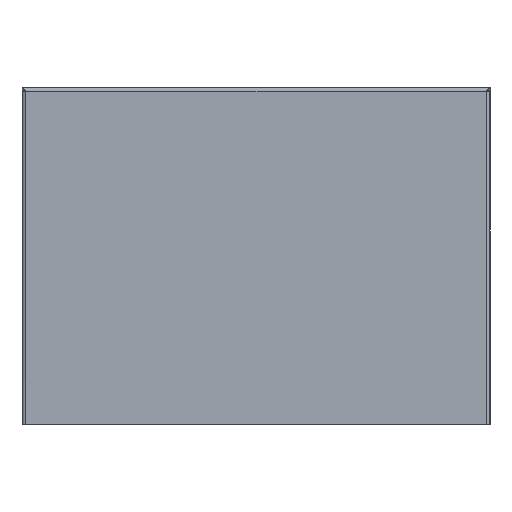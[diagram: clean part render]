
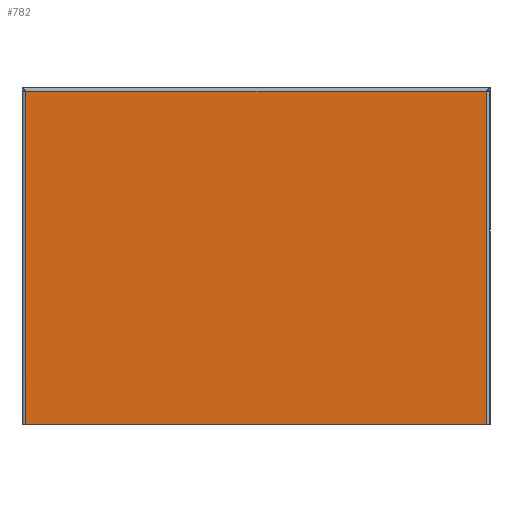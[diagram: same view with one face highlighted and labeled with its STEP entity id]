
A CAD part, left-side view. The second image highlights one B-rep face of the part: STEP entity #782.
In plain terms, the highlighted planar face has unit normal (-1, 0, 0).
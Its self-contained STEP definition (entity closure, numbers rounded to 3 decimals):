
#80=FACE_OUTER_BOUND('',#122,.T.);
#122=EDGE_LOOP('',(#599,#600,#601,#602));
#172=LINE('',#1202,#258);
#192=LINE('',#1258,#278);
#193=LINE('',#1261,#279);
#194=LINE('',#1262,#280);
#258=VECTOR('',#964,10.);
#278=VECTOR('',#1020,10.);
#279=VECTOR('',#1023,10.);
#280=VECTOR('',#1024,10.);
#342=VERTEX_POINT('',#1199);
#343=VERTEX_POINT('',#1201);
#361=VERTEX_POINT('',#1256);
#362=VERTEX_POINT('',#1260);
#424=EDGE_CURVE('',#343,#342,#172,.T.);
#453=EDGE_CURVE('',#361,#342,#192,.T.);
#454=EDGE_CURVE('',#361,#362,#193,.T.);
#455=EDGE_CURVE('',#362,#343,#194,.T.);
#599=ORIENTED_EDGE('',*,*,#424,.T.);
#600=ORIENTED_EDGE('',*,*,#453,.F.);
#601=ORIENTED_EDGE('',*,*,#454,.T.);
#602=ORIENTED_EDGE('',*,*,#455,.T.);
#746=PLANE('',#857);
#782=ADVANCED_FACE('',(#80),#746,.F.);
#857=AXIS2_PLACEMENT_3D('',#1259,#1021,#1022);
#964=DIRECTION('',(0.,0.,-1.));
#1020=DIRECTION('',(0.,1.,0.));
#1021=DIRECTION('center_axis',(1.,0.,0.));
#1022=DIRECTION('ref_axis',(0.,1.,0.));
#1023=DIRECTION('',(0.,0.,1.));
#1024=DIRECTION('',(0.,1.,0.));
#1199=CARTESIAN_POINT('',(0.,496.,0.));
#1201=CARTESIAN_POINT('',(0.,496.,356.));
#1202=CARTESIAN_POINT('',(0.,496.,90.));
#1256=CARTESIAN_POINT('',(0.,4.,0.));
#1258=CARTESIAN_POINT('',(0.,0.,0.));
#1259=CARTESIAN_POINT('Origin',(0.,250.,180.));
#1260=CARTESIAN_POINT('',(0.,4.,356.));
#1261=CARTESIAN_POINT('',(0.,4.,270.));
#1262=CARTESIAN_POINT('',(0.,373.,356.));
